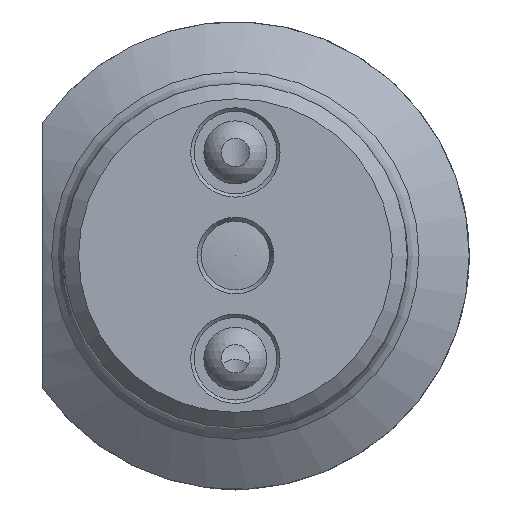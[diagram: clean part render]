
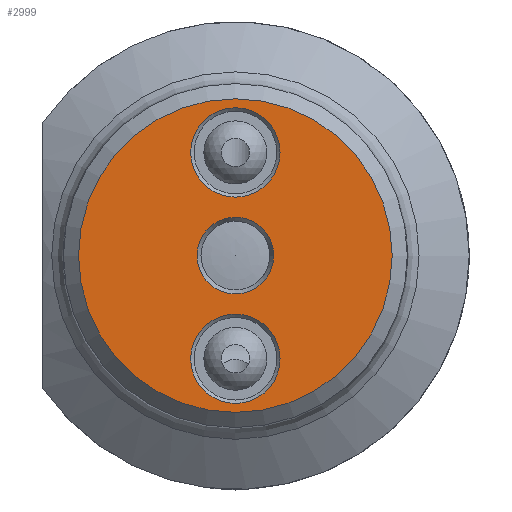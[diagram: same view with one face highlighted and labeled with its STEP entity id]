
A CAD part, left-side view. The second image highlights one B-rep face of the part: STEP entity #2999.
In plain terms, the highlighted planar face has unit normal (-1, 0, 0).
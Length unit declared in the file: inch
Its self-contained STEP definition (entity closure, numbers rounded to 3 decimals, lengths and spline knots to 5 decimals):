
#209=FACE_BOUND('',#892,.T.);
#210=FACE_BOUND('',#893,.T.);
#211=FACE_BOUND('',#894,.T.);
#270=PLANE('',#3323);
#722=FACE_OUTER_BOUND('',#891,.T.);
#891=EDGE_LOOP('',(#2448));
#892=EDGE_LOOP('',(#2449));
#893=EDGE_LOOP('',(#2450));
#894=EDGE_LOOP('',(#2451));
#1023=CIRCLE('',#3236,0.89764);
#1039=CIRCLE('',#3259,0.21958);
#1071=CIRCLE('',#3318,0.25591);
#1075=CIRCLE('',#3324,0.25591);
#1261=VERTEX_POINT('',#5045);
#1301=VERTEX_POINT('',#5489);
#1347=VERTEX_POINT('',#5696);
#1351=VERTEX_POINT('',#5708);
#1630=EDGE_CURVE('',#1261,#1261,#1023,.T.);
#1680=EDGE_CURVE('',#1301,#1301,#1039,.T.);
#1742=EDGE_CURVE('',#1347,#1347,#1071,.T.);
#1748=EDGE_CURVE('',#1351,#1351,#1075,.T.);
#2448=ORIENTED_EDGE('',*,*,#1630,.F.);
#2449=ORIENTED_EDGE('',*,*,#1742,.F.);
#2450=ORIENTED_EDGE('',*,*,#1680,.F.);
#2451=ORIENTED_EDGE('',*,*,#1748,.F.);
#2999=ADVANCED_FACE('',(#722,#209,#210,#211),#270,.T.);
#3236=AXIS2_PLACEMENT_3D('',#5047,#3822,#3823);
#3259=AXIS2_PLACEMENT_3D('',#5490,#3877,#3878);
#3318=AXIS2_PLACEMENT_3D('',#5697,#4010,#4011);
#3323=AXIS2_PLACEMENT_3D('',#5707,#4022,#4023);
#3324=AXIS2_PLACEMENT_3D('',#5709,#4024,#4025);
#3822=DIRECTION('center_axis',(1.,0.,0.));
#3823=DIRECTION('ref_axis',(0.,-1.,0.));
#3877=DIRECTION('center_axis',(-1.,0.,0.));
#3878=DIRECTION('ref_axis',(0.,1.,0.));
#4010=DIRECTION('center_axis',(-1.,0.,0.));
#4011=DIRECTION('ref_axis',(0.,1.,0.));
#4022=DIRECTION('center_axis',(-1.,0.,0.));
#4023=DIRECTION('ref_axis',(0.,0.,1.));
#4024=DIRECTION('center_axis',(-1.,0.,0.));
#4025=DIRECTION('ref_axis',(0.,1.,0.));
#5045=CARTESIAN_POINT('',(-2.3622,0.89764,0.));
#5047=CARTESIAN_POINT('Origin',(-2.3622,0.,0.));
#5489=CARTESIAN_POINT('',(-2.3622,-0.21958,0.));
#5490=CARTESIAN_POINT('Origin',(-2.3622,0.,0.));
#5696=CARTESIAN_POINT('',(-2.3622,-0.25591,-0.59055));
#5697=CARTESIAN_POINT('Origin',(-2.3622,0.,
-0.59055));
#5707=CARTESIAN_POINT('Origin',(-2.3622,0.49213,0.));
#5708=CARTESIAN_POINT('',(-2.3622,-0.25591,0.59055));
#5709=CARTESIAN_POINT('Origin',(-2.3622,0.,
0.59055));
